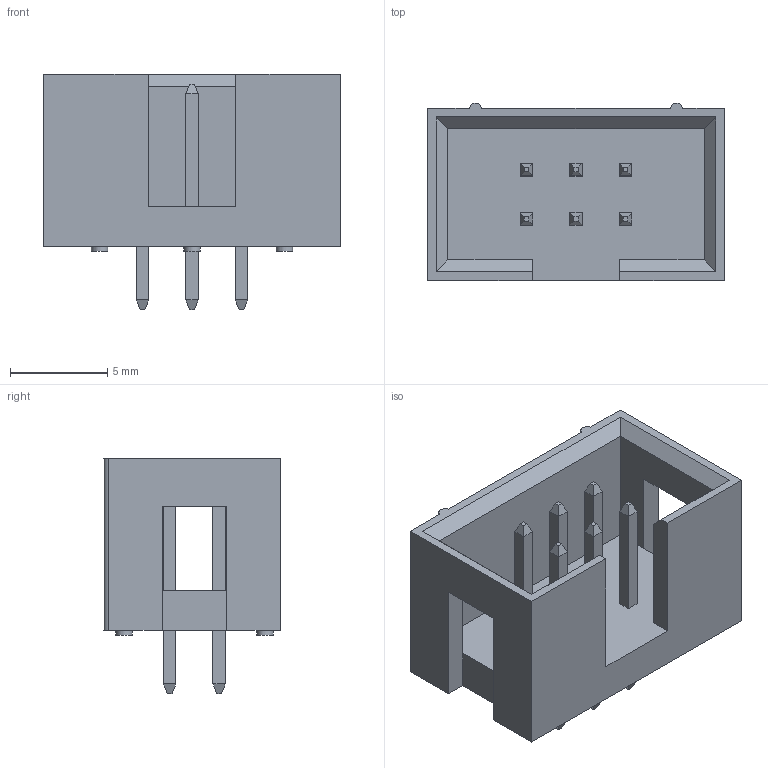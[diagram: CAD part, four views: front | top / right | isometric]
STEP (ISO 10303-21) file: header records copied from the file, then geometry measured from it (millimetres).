
FILE_DESCRIPTION( ( 'Unknown' ), '1' );
FILE_NAME( '61200621621.stp', 'Unknown', ( 'Unknown' ), ( 'Unknown' ), 'PSStep 15.0.49', 'Unknown', ' ' );
FILE_SCHEMA( ( 'AUTOMOTIVE_DESIGN { 1 0 10303 214 1 1 1 1 }' ) );
Length unit declared in the file: millimetre
Products named in the file (3): Assem1; 61200621621; 6120xx21621_PIN
Assembly tree (7 placements, depth 2):
  Assem1
    61200621621
    6120xx21621_PIN  x6
Bounding box: 15.28 x 9.1 x 12.1 mm (x, y, z)
Volume: 531 mm3; surface area: 1087 mm2
Topology: 7 solids, 7 shells, 175 faces, 403 edges, 244 vertices
Faces by surface type: plane 167, cylinder 8
Full cylindrical faces by diameter (mm): 0.85 x6
Entity records: 3923 total; most frequent: CARTESIAN_POINT 522, ORIENTED_EDGE 502, DIRECTION 493, EDGE_CURVE 251, LINE 235, VECTOR 235, VERTEX_POINT 158, AXIS2_PLACEMENT_3D 129
